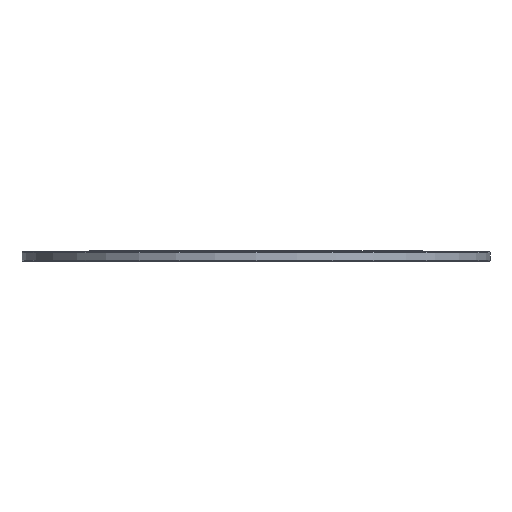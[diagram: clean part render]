
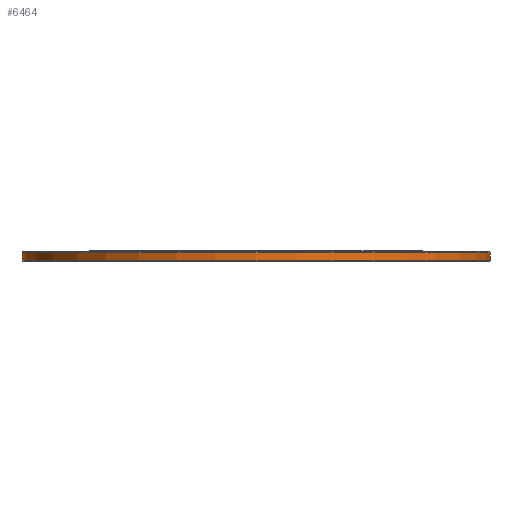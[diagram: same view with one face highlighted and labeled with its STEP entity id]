
A CAD part, left-side view. The second image highlights one B-rep face of the part: STEP entity #6464.
In plain terms, the highlighted cylindrical face has radius 115 mm (diameter 230 mm), a partial arc.
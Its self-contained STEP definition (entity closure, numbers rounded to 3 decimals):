
#5812=CARTESIAN_POINT('Vertex',(4.,115.,0.)) ;
#5815=CARTESIAN_POINT('Axis2P3D Location',(4.,0.,0.)) ;
#5819=CARTESIAN_POINT('Vertex',(4.,-115.,0.)) ;
#6387=CARTESIAN_POINT('Vertex',(0.5,115.,0.)) ;
#6411=CARTESIAN_POINT('Vertex',(0.5,-115.,0.)) ;
#6431=CARTESIAN_POINT('Axis2P3D Location',(0.5,0.,0.)) ;
#6443=CARTESIAN_POINT('Axis2P3D Location',(2.25,0.,0.)) ;
#6448=CARTESIAN_POINT('Line Origine',(2.25,115.,0.)) ;
#6453=CARTESIAN_POINT('Line Origine',(2.25,-115.,0.)) ;
#5816=DIRECTION('Axis2P3D Direction',(1.,-0.,0.)) ;
#6432=DIRECTION('Axis2P3D Direction',(1.,-0.,0.)) ;
#6444=DIRECTION('Axis2P3D Direction',(1.,0.,0.)) ;
#6445=DIRECTION('Axis2P3D XDirection',(0.,1.,0.)) ;
#6449=DIRECTION('Vector Direction',(1.,0.,0.)) ;
#6454=DIRECTION('Vector Direction',(1.,0.,0.)) ;
#5817=AXIS2_PLACEMENT_3D('Circle Axis2P3D',#5815,#5816,$) ;
#6433=AXIS2_PLACEMENT_3D('Circle Axis2P3D',#6431,#6432,$) ;
#6446=AXIS2_PLACEMENT_3D('Cylinder Axis2P3D',#6443,#6444,#6445) ;
#6459=ORIENTED_EDGE('',*,*,#6452,.F.) ;
#6460=ORIENTED_EDGE('',*,*,#6435,.T.) ;
#6461=ORIENTED_EDGE('',*,*,#6457,.T.) ;
#6462=ORIENTED_EDGE('',*,*,#5821,.F.) ;
#6450=VECTOR('Line Direction',#6449,1.) ;
#6455=VECTOR('Line Direction',#6454,1.) ;
#6464=ADVANCED_FACE('Corps principal',(#6463),#6447,.T.) ;
#5818=CIRCLE('generated circle',#5817,115.) ;
#6434=CIRCLE('generated circle',#6433,115.) ;
#6447=CYLINDRICAL_SURFACE('generated cylinder',#6446,115.) ;
#5821=EDGE_CURVE('',#5813,#5820,#5818,.T.) ;
#6435=EDGE_CURVE('',#6388,#6412,#6434,.T.) ;
#6452=EDGE_CURVE('',#6388,#5813,#6451,.T.) ;
#6457=EDGE_CURVE('',#6412,#5820,#6456,.T.) ;
#6458=EDGE_LOOP('',(#6459,#6460,#6461,#6462)) ;
#6463=FACE_OUTER_BOUND('',#6458,.T.) ;
#6451=LINE('Line',#6448,#6450) ;
#6456=LINE('Line',#6453,#6455) ;
#5813=VERTEX_POINT('',#5812) ;
#5820=VERTEX_POINT('',#5819) ;
#6388=VERTEX_POINT('',#6387) ;
#6412=VERTEX_POINT('',#6411) ;
